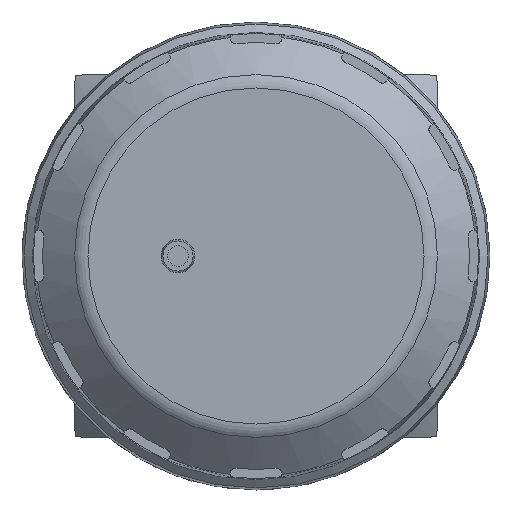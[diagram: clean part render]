
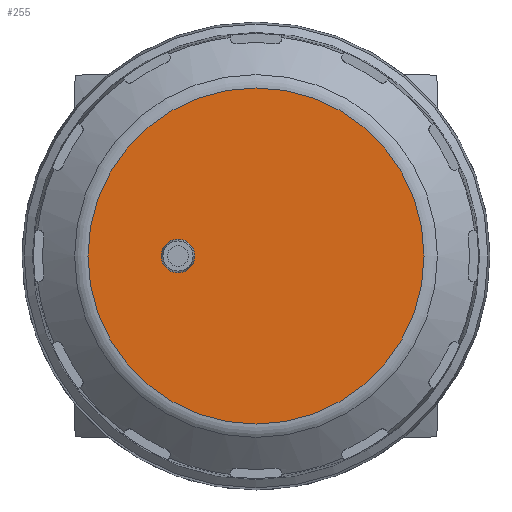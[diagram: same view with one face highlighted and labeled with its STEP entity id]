
A CAD part, front view. The second image highlights one B-rep face of the part: STEP entity #255.
In plain terms, the highlighted planar face has unit normal (0, -1, 0).
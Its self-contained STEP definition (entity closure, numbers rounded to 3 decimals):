
#255 = ADVANCED_FACE( '', ( #675, #676 ), #677, .F. );
#675 = FACE_OUTER_BOUND( '', #1154, .T. );
#676 = FACE_BOUND( '', #1155, .T. );
#677 = PLANE( '', #1156 );
#1154 = EDGE_LOOP( '', ( #2754 ) );
#1155 = EDGE_LOOP( '', ( #2755 ) );
#1156 = AXIS2_PLACEMENT_3D( '', #2756, #2757, #2758 );
#2754 = ORIENTED_EDGE( '', *, *, #3127, .F. );
#2755 = ORIENTED_EDGE( '', *, *, #3562, .T. );
#2756 = CARTESIAN_POINT( '', ( 0., 0., 0. ) );
#2757 = DIRECTION( '', ( 0., 1., 0. ) );
#2758 = DIRECTION( '', ( 0., 0., 1. ) );
#3127 = EDGE_CURVE( '', #3843, #3843, #3844, .T. );
#3562 = EDGE_CURVE( '', #4553, #4553, #4554, .T. );
#3843 = VERTEX_POINT( '', #5049 );
#3844 = CIRCLE( '', #5050, 32.319 );
#4553 = VERTEX_POINT( '', #6394 );
#4554 = CIRCLE( '', #6395, 3.25 );
#5049 = CARTESIAN_POINT( '', ( 0., 0., 32.319 ) );
#5050 = AXIS2_PLACEMENT_3D( '', #6662, #6663, #6664 );
#6394 = CARTESIAN_POINT( '', ( -15., 0., 3.25 ) );
#6395 = AXIS2_PLACEMENT_3D( '', #7270, #7271, #7272 );
#6662 = CARTESIAN_POINT( '', ( 0., 0., 0. ) );
#6663 = DIRECTION( '', ( 0., 1., 0. ) );
#6664 = DIRECTION( '', ( 0., 0., 1. ) );
#7270 = CARTESIAN_POINT( '', ( -15., 0., 0. ) );
#7271 = DIRECTION( '', ( 0., 1., 0. ) );
#7272 = DIRECTION( '', ( 0., 0., 1. ) );
